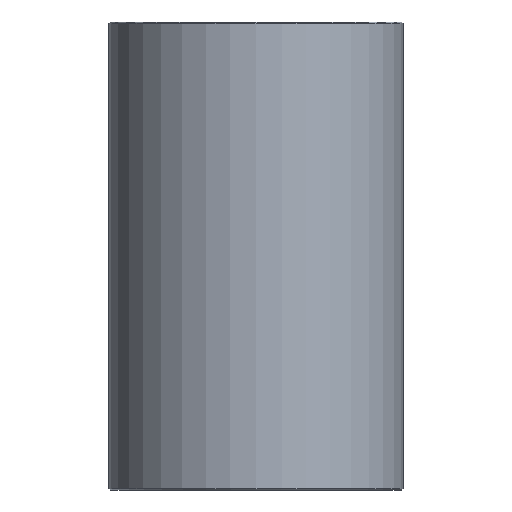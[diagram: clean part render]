
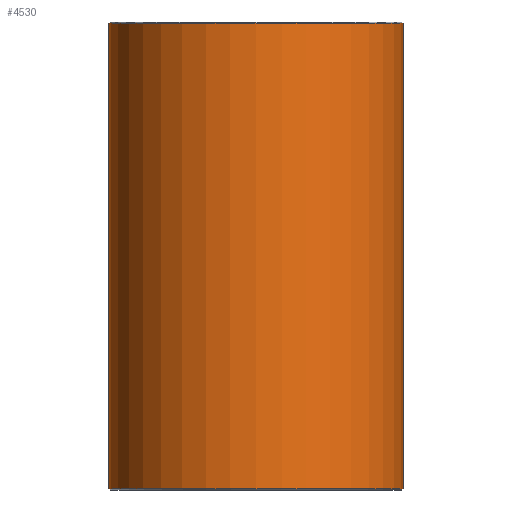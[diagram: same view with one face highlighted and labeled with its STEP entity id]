
A CAD part, front view. The second image highlights one B-rep face of the part: STEP entity #4530.
In plain terms, the highlighted cylindrical face has radius 27.94 mm (diameter 55.88 mm), a partial arc.
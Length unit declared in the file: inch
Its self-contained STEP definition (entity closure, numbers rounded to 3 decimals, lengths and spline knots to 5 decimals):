
#1193 = ORIENTED_EDGE ( 'NONE', *, *, #14616, .T. ) ;
#2034 = CARTESIAN_POINT ( 'NONE',  ( 1.57049, -0.30734, 2.20053 ) ) ;
#4131 = ORIENTED_EDGE ( 'NONE', *, *, #7307, .T. ) ;
#4283 = LINE ( 'NONE', #6722, #11221 ) ;
#4392 = CARTESIAN_POINT ( 'NONE',  ( 0.47049, -0.30734, 0.36053 ) ) ;
#4530 = ADVANCED_FACE ( 'NONE', ( #5356 ), #18871, .T. ) ;
#4643 = CIRCLE ( 'NONE', #12403, 1.1 ) ;
#4743 = CARTESIAN_POINT ( 'NONE',  ( 0.47049, -0.30734, 2.20053 ) ) ;
#5059 = CARTESIAN_POINT ( 'NONE',  ( -0.62951, -0.30734, 2.20053 ) ) ;
#5356 = FACE_OUTER_BOUND ( 'NONE', #16244, .T. ) ;
#6238 = DIRECTION ( 'NONE',  ( -1., 0., 0. ) ) ;
#6722 = CARTESIAN_POINT ( 'NONE',  ( -0.62951, -0.30734, 0.36053 ) ) ;
#7298 = DIRECTION ( 'NONE',  ( 0., 0., 1. ) ) ;
#7307 = EDGE_CURVE ( 'NONE', #14651, #8564, #4643, .T. ) ;
#7490 = ORIENTED_EDGE ( 'NONE', *, *, #8688, .F. ) ;
#7705 = CARTESIAN_POINT ( 'NONE',  ( 0.47049, -0.30734, -1.27947 ) ) ;
#8189 = DIRECTION ( 'NONE',  ( 0., 0., 1. ) ) ;
#8564 = VERTEX_POINT ( 'NONE', #12228 ) ;
#8688 = EDGE_CURVE ( 'NONE', #14651, #13558, #4283, .T. ) ;
#8788 = CARTESIAN_POINT ( 'NONE',  ( 1.57049, -0.30734, 0.36053 ) ) ;
#9129 = VERTEX_POINT ( 'NONE', #2034 ) ;
#9214 = DIRECTION ( 'NONE',  ( 1., 0., 0. ) ) ;
#9838 = LINE ( 'NONE', #8788, #17308 ) ;
#10414 = DIRECTION ( 'NONE',  ( 1., 0., 0. ) ) ;
#11221 = VECTOR ( 'NONE', #8189, 39.37008 ) ;
#12228 = CARTESIAN_POINT ( 'NONE',  ( 1.57049, -0.30734, -1.27947 ) ) ;
#12403 = AXIS2_PLACEMENT_3D ( 'NONE', #7705, #18166, #9214 ) ;
#13343 = DIRECTION ( 'NONE',  ( 0., 0., 1. ) ) ;
#13558 = VERTEX_POINT ( 'NONE', #5059 ) ;
#14616 = EDGE_CURVE ( 'NONE', #9129, #13558, #16085, .T. ) ;
#14651 = VERTEX_POINT ( 'NONE', #18164 ) ;
#15142 = DIRECTION ( 'NONE',  ( 0., 0., -1. ) ) ;
#16085 = CIRCLE ( 'NONE', #18843, 1.1 ) ;
#16244 = EDGE_LOOP ( 'NONE', ( #7490, #4131, #17605, #1193 ) ) ;
#17308 = VECTOR ( 'NONE', #7298, 39.37008 ) ;
#17605 = ORIENTED_EDGE ( 'NONE', *, *, #18091, .T. ) ;
#18091 = EDGE_CURVE ( 'NONE', #8564, #9129, #9838, .T. ) ;
#18164 = CARTESIAN_POINT ( 'NONE',  ( -0.62951, -0.30734, -1.27947 ) ) ;
#18166 = DIRECTION ( 'NONE',  ( 0., 0., 1. ) ) ;
#18594 = AXIS2_PLACEMENT_3D ( 'NONE', #4392, #13343, #10414 ) ;
#18843 = AXIS2_PLACEMENT_3D ( 'NONE', #4743, #15142, #6238 ) ;
#18871 = CYLINDRICAL_SURFACE ( 'NONE', #18594, 1.1 ) ;
